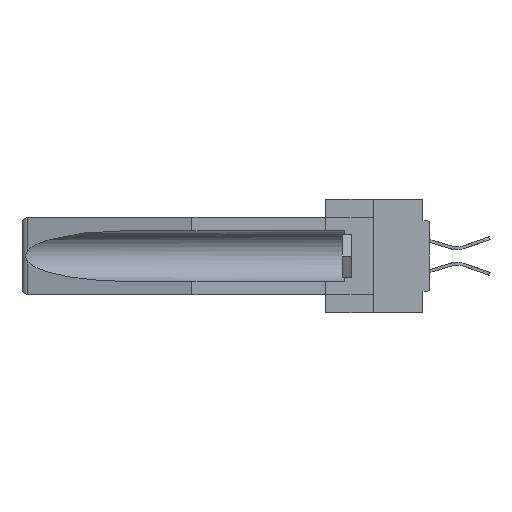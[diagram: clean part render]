
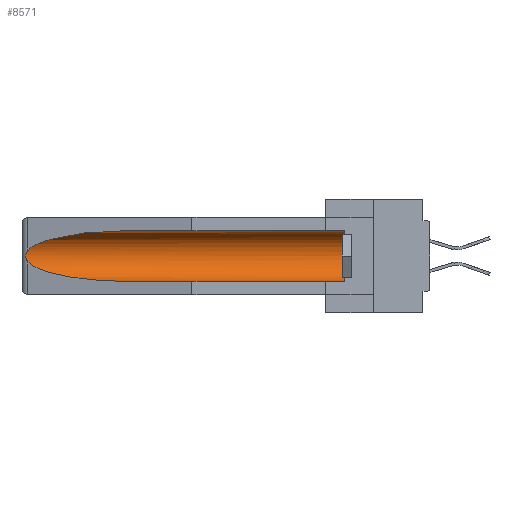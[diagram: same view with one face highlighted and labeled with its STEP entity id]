
A CAD part, left-side view. The second image highlights one B-rep face of the part: STEP entity #8571.
In plain terms, the highlighted cylindrical face has radius 2.857 mm (diameter 5.715 mm), a partial arc.
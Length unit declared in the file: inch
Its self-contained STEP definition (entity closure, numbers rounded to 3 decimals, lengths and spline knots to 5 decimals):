
#137 = AXIS2_PLACEMENT_3D ( 'NONE', #21364, #6728, #3117 ) ;
#366 = AXIS2_PLACEMENT_3D ( 'NONE', #37953, #12984, #19927 ) ;
#1570 = CIRCLE ( 'NONE', #366, 0.1125 ) ;
#3117 = DIRECTION ( 'NONE',  ( 0., 0., 1. ) ) ;
#3566 = CARTESIAN_POINT ( 'NONE',  ( 0.26537, 1.52718, -0.19328 ) ) ;
#4167 = EDGE_CURVE ( 'NONE', #17302, #18906, #46066, .T. ) ;
#5326 = CARTESIAN_POINT ( 'NONE',  ( 0.155, 1.07973, -0.059 ) ) ;
#6085 = CARTESIAN_POINT ( 'NONE',  ( 0.25451, 1.48313, -0.09465 ) ) ;
#6335 = CARTESIAN_POINT ( 'NONE',  ( 0.2675, 1.53308, -0.16763 ) ) ;
#6728 = DIRECTION ( 'NONE',  ( 0., 1., 0. ) ) ;
#7525 = CARTESIAN_POINT ( 'NONE',  ( 0.26537, 1.52718, -0.19328 ) ) ;
#7937 = ORIENTED_EDGE ( 'NONE', *, *, #46676, .T. ) ;
#7985 = CARTESIAN_POINT ( 'NONE',  ( 0.21114, 1.30732, -0.284 ) ) ;
#8571 = ADVANCED_FACE ( 'NONE', ( #20990 ), #28910, .F. ) ;
#9516 = EDGE_CURVE ( 'NONE', #18906, #9796, #21733, .T. ) ;
#9736 = ORIENTED_EDGE ( 'NONE', *, *, #26979, .F. ) ;
#9796 = VERTEX_POINT ( 'NONE', #9899 ) ;
#9899 = CARTESIAN_POINT ( 'NONE',  ( 0.155, 1.07973, -0.284 ) ) ;
#10047 = CARTESIAN_POINT ( 'NONE',  ( 0.26537, 1.52718, -0.14972 ) ) ;
#10160 = VERTEX_POINT ( 'NONE', #33727 ) ;
#10882 = CARTESIAN_POINT ( 'NONE',  ( 0.26655, 1.53094, -0.18657 ) ) ;
#11686 = CARTESIAN_POINT ( 'NONE',  ( 0.25451, 1.48313, -0.24835 ) ) ;
#12984 = DIRECTION ( 'NONE',  ( 0., -1., 0. ) ) ;
#17302 = VERTEX_POINT ( 'NONE', #10047 ) ;
#17586 = CARTESIAN_POINT ( 'NONE',  ( 0.26597, 1.52961, -0.15275 ) ) ;
#17619 = ORIENTED_EDGE ( 'NONE', *, *, #21020, .T. ) ;
#17995 = VECTOR ( 'NONE', #43718, 39.37008 ) ;
#18752 = VERTEX_POINT ( 'NONE', #34717 ) ;
#18906 = VERTEX_POINT ( 'NONE', #35301 ) ;
#19927 = DIRECTION ( 'NONE',  ( 0., 0., 1. ) ) ;
#20873 = CARTESIAN_POINT ( 'NONE',  ( 0.155, -0.30754, -0.284 ) ) ;
#20893 = CARTESIAN_POINT ( 'NONE',  ( 0.26537, 1.52718, -0.14972 ) ) ;
#20990 = FACE_OUTER_BOUND ( 'NONE', #26324, .T. ) ;
#21020 = EDGE_CURVE ( 'NONE', #18752, #46265, #1570, .T. ) ;
#21364 = CARTESIAN_POINT ( 'NONE',  ( 0.155, -0.30754, -0.1715 ) ) ;
#21733 =( BOUNDED_CURVE ( )  B_SPLINE_CURVE ( 3, ( #3566, #11686, #7985, #29929 ),
 .UNSPECIFIED., .F., .F. ) 
 B_SPLINE_CURVE_WITH_KNOTS ( ( 4, 4 ),
 ( 0.1948, 1.5708 ),
 .UNSPECIFIED. ) 
 CURVE ( )  GEOMETRIC_REPRESENTATION_ITEM ( )  RATIONAL_B_SPLINE_CURVE ( ( 1., 0.848, 0.848, 1. ) ) 
 REPRESENTATION_ITEM ( '' )  );
#22366 = ORIENTED_EDGE ( 'NONE', *, *, #4167, .T. ) ;
#23775 = CARTESIAN_POINT ( 'NONE',  ( 0.21114, 1.30732, -0.059 ) ) ;
#25249 = ORIENTED_EDGE ( 'NONE', *, *, #9516, .T. ) ;
#25769 = CARTESIAN_POINT ( 'NONE',  ( 0.2673, 1.53269, -0.17917 ) ) ;
#26324 = EDGE_LOOP ( 'NONE', ( #33169, #22366, #25249, #9736, #17619, #7937 ) ) ;
#26847 = VECTOR ( 'NONE', #32019, 39.37008 ) ;
#26979 = EDGE_CURVE ( 'NONE', #18752, #9796, #45233, .T. ) ;
#27697 = LINE ( 'NONE', #39884, #17995 ) ;
#27729 = CARTESIAN_POINT ( 'NONE',  ( 0.26654, 1.53092, -0.15636 ) ) ;
#28353 = CARTESIAN_POINT ( 'NONE',  ( 0.2673, 1.5327, -0.16383 ) ) ;
#28910 = CYLINDRICAL_SURFACE ( 'NONE', #137, 0.1125 ) ;
#29929 = CARTESIAN_POINT ( 'NONE',  ( 0.155, 1.07973, -0.284 ) ) ;
#32019 = DIRECTION ( 'NONE',  ( 0., 1., 0. ) ) ;
#33169 = ORIENTED_EDGE ( 'NONE', *, *, #46610, .T. ) ;
#33727 = CARTESIAN_POINT ( 'NONE',  ( 0.155, 1.07973, -0.059 ) ) ;
#34717 = CARTESIAN_POINT ( 'NONE',  ( 0.155, 0.126, -0.284 ) ) ;
#35301 = CARTESIAN_POINT ( 'NONE',  ( 0.26537, 1.52718, -0.19328 ) ) ;
#37953 = CARTESIAN_POINT ( 'NONE',  ( 0.155, 0.126, -0.1715 ) ) ;
#39458 = CARTESIAN_POINT ( 'NONE',  ( 0.26537, 1.52718, -0.14972 ) ) ;
#39884 = CARTESIAN_POINT ( 'NONE',  ( 0.155, -0.30754, -0.059 ) ) ;
#41679 =( BOUNDED_CURVE ( )  B_SPLINE_CURVE ( 3, ( #5326, #23775, #6085, #20893 ),
 .UNSPECIFIED., .F., .F. ) 
 B_SPLINE_CURVE_WITH_KNOTS ( ( 4, 4 ),
 ( 4.71239, 6.08839 ),
 .UNSPECIFIED. ) 
 CURVE ( )  GEOMETRIC_REPRESENTATION_ITEM ( )  RATIONAL_B_SPLINE_CURVE ( ( 1., 0.848, 0.848, 1. ) ) 
 REPRESENTATION_ITEM ( '' )  );
#42724 = CARTESIAN_POINT ( 'NONE',  ( 0.2675, 1.53308, -0.17534 ) ) ;
#43541 = CARTESIAN_POINT ( 'NONE',  ( 0.26597, 1.5296, -0.19026 ) ) ;
#43718 = DIRECTION ( 'NONE',  ( 0., 1., 0. ) ) ;
#45233 = LINE ( 'NONE', #20873, #26847 ) ;
#46066 = B_SPLINE_CURVE_WITH_KNOTS ( 'NONE', 3,
 ( #39458, #17586, #27729, #28353, #6335, #42724, #25769, #10882, #43541, #7525 ),
 .UNSPECIFIED., .F., .F.,
 ( 4, 2, 2, 2, 4 ),
 ( 0., 0.00029, 0.00058, 0.00087, 0.00117 ),
 .UNSPECIFIED. ) ;
#46265 = VERTEX_POINT ( 'NONE', #47542 ) ;
#46610 = EDGE_CURVE ( 'NONE', #10160, #17302, #41679, .T. ) ;
#46676 = EDGE_CURVE ( 'NONE', #46265, #10160, #27697, .T. ) ;
#47542 = CARTESIAN_POINT ( 'NONE',  ( 0.155, 0.126, -0.059 ) ) ;
